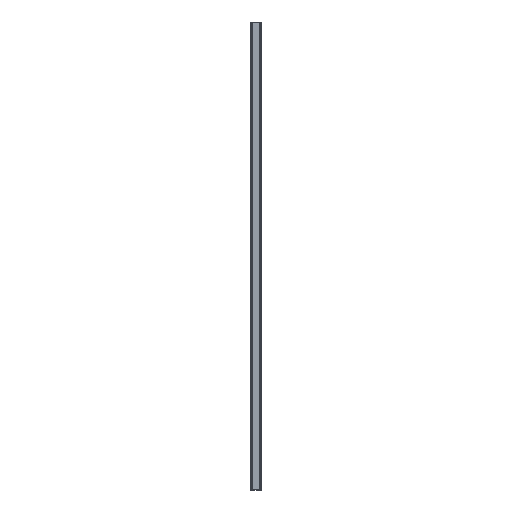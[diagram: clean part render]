
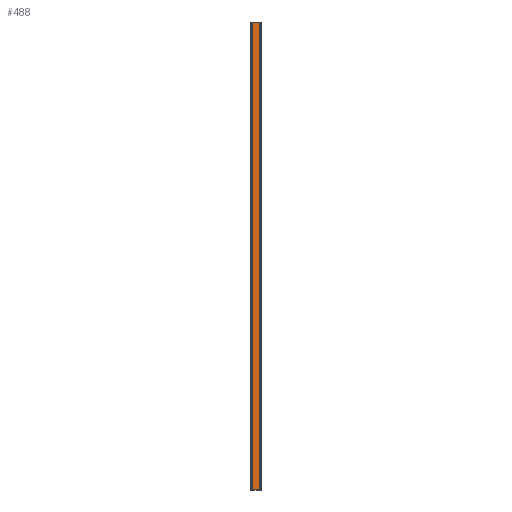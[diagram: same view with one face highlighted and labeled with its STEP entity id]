
A CAD part, top view. The second image highlights one B-rep face of the part: STEP entity #488.
In plain terms, the highlighted planar face has unit normal (0, 0, 1).
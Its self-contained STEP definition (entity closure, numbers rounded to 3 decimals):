
#488=ADVANCED_FACE('',(#1012),#1013,.T.);
#1012=FACE_OUTER_BOUND('',#1551,.T.);
#1013=PLANE('',#1552);
#1551=EDGE_LOOP('',(#2990,#2991,#2992,#2993));
#1552=AXIS2_PLACEMENT_3D('',#2994,#2995,#2996);
#2990=ORIENTED_EDGE('',*,*,#3619,.T.);
#2991=ORIENTED_EDGE('',*,*,#3752,.F.);
#2992=ORIENTED_EDGE('',*,*,#3483,.T.);
#2993=ORIENTED_EDGE('',*,*,#3750,.T.);
#2994=CARTESIAN_POINT('',(0.,1100.0,26.));
#2995=DIRECTION('',(0.0,0.0,1.0));
#2996=DIRECTION('',(-1.0,0.0,0.0));
#3483=EDGE_CURVE('',#4267,#4265,#4268,.T.);
#3619=EDGE_CURVE('',#4494,#4492,#4495,.T.);
#3750=EDGE_CURVE('',#4265,#4494,#4649,.T.);
#3752=EDGE_CURVE('',#4267,#4492,#4651,.T.);
#4265=VERTEX_POINT('',#5348);
#4267=VERTEX_POINT('',#5351);
#4268=LINE('',#5352,#5353);
#4492=VERTEX_POINT('',#5665);
#4494=VERTEX_POINT('',#5668);
#4495=LINE('',#5669,#5670);
#4649=LINE('',#5862,#5863);
#4651=LINE('',#5865,#5866);
#5348=CARTESIAN_POINT('',(-9.342,1100.0,26.));
#5351=CARTESIAN_POINT('',(9.342,1100.0,26.));
#5352=CARTESIAN_POINT('',(9.342,1100.0,26.));
#5353=VECTOR('',#6240,1.0);
#5665=CARTESIAN_POINT('',(9.342,0.0,26.));
#5668=CARTESIAN_POINT('',(-9.342,0.0,26.));
#5669=CARTESIAN_POINT('',(9.342,0.0,26.));
#5670=VECTOR('',#6396,1.0);
#5862=CARTESIAN_POINT('',(-9.342,1100.0,26.));
#5863=VECTOR('',#6552,1.0);
#5865=CARTESIAN_POINT('',(9.342,1100.0,26.));
#5866=VECTOR('',#6553,1.0);
#6240=DIRECTION('',(-1.0,0.0,0.0));
#6396=DIRECTION('',(1.0,0.0,0.0));
#6552=DIRECTION('',(0.0,-1.0,0.0));
#6553=DIRECTION('',(0.0,-1.0,0.0));
